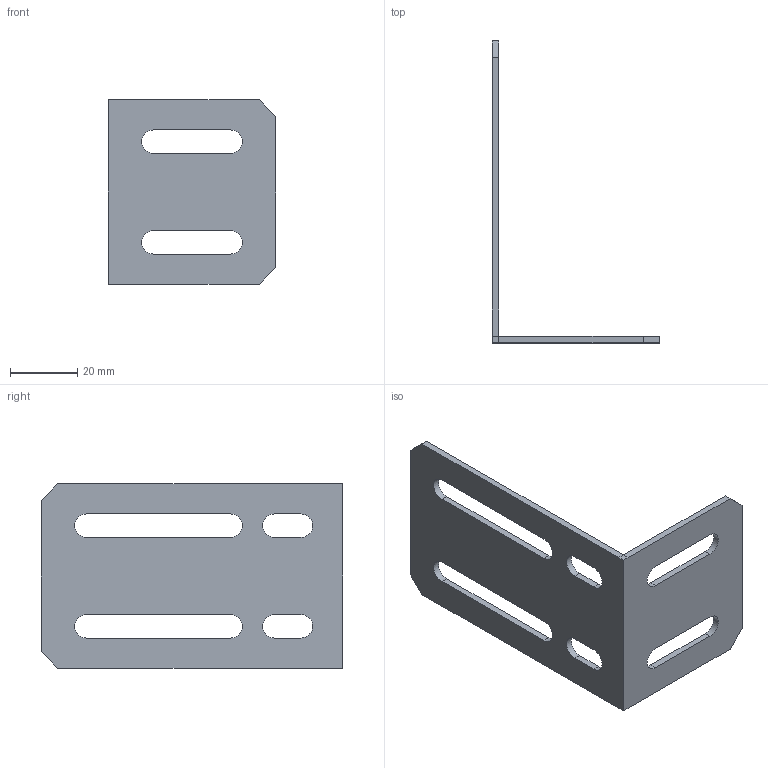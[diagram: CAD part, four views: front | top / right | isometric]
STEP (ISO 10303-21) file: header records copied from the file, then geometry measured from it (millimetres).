
FILE_DESCRIPTION (( 'STEP AP203' ), '1' );
FILE_NAME ('CLP1-UKK-M-HDZ ﾊ煇鳫 褊魵鵫 IEK HDZ.STEP', '2016-03-21T12:53:36', ( '' ), ( '' ), 'SwSTEP 2.0', 'SolidWorks 2014', '' );
FILE_SCHEMA (( 'CONFIG_CONTROL_DESIGN' ));
Length unit declared in the file: millimetre
Products named in the file (1): CLP1-UKK-M-HDZ ﾊ煇鳫 褊魵鵫 IEK HDZ
Bounding box: 50 x 90 x 55 mm (x, y, z)
Volume: 12546.2 mm3; surface area: 14150.6 mm2
Topology: 1 solids, 1 shells, 44 faces, 122 edges, 80 vertices
Faces by surface type: plane 28, cylinder 16
Entity records: 1507 total; most frequent: CARTESIAN_POINT 247, ORIENTED_EDGE 244, DIRECTION 244, EDGE_CURVE 122, VECTOR 90, LINE 90, VERTEX_POINT 80, AXIS2_PLACEMENT_3D 77
